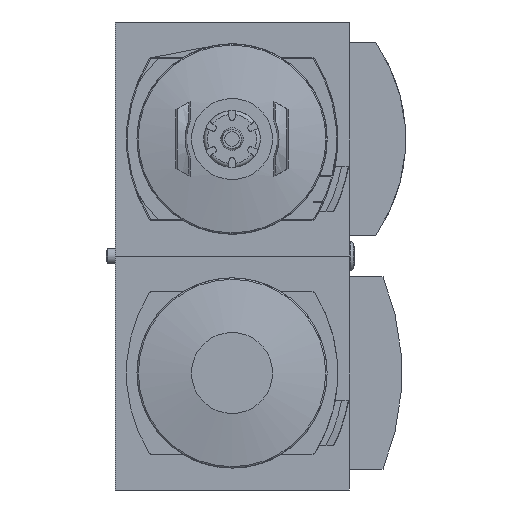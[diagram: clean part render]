
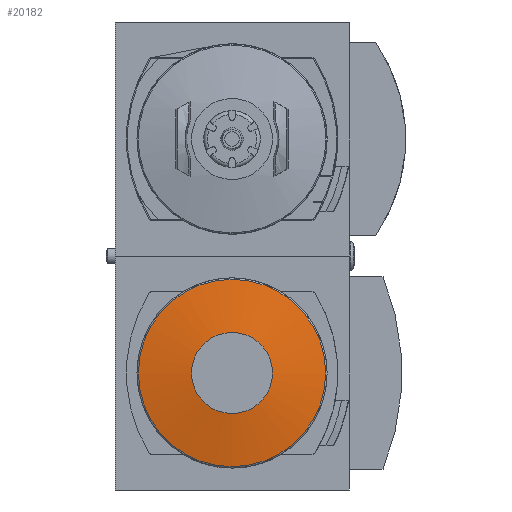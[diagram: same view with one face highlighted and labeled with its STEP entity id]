
A CAD part, front view. The second image highlights one B-rep face of the part: STEP entity #20182.
In plain terms, the highlighted spherical face has radius 108.76 mm.
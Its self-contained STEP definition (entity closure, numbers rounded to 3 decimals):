
#50=SPHERICAL_SURFACE('',#21415,108.76);
#3900=CIRCLE('',#21416,24.814);
#3901=CIRCLE('',#21417,10.724);
#7095=ORIENTED_EDGE('',*,*,#9979,.T.);
#7096=ORIENTED_EDGE('',*,*,#9980,.F.);
#9979=EDGE_CURVE('',#11655,#11655,#3900,.T.);
#9980=EDGE_CURVE('',#11656,#11656,#3901,.T.);
#11655=VERTEX_POINT('',#29592);
#11656=VERTEX_POINT('',#29594);
#12782=EDGE_LOOP('',(#7095));
#12783=EDGE_LOOP('',(#7096));
#13710=FACE_BOUND('',#12782,.T.);
#13711=FACE_BOUND('',#12783,.T.);
#20182=ADVANCED_FACE('',(#13710,#13711),#50,.T.);
#21415=AXIS2_PLACEMENT_3D('',#29590,#24896,#24897);
#21416=AXIS2_PLACEMENT_3D('',#29591,#24898,#24899);
#21417=AXIS2_PLACEMENT_3D('',#29593,#24900,#24901);
#24896=DIRECTION('',(0.,-1.,0.));
#24897=DIRECTION('',(1.,0.,0.));
#24898=DIRECTION('',(0.,-1.,0.));
#24899=DIRECTION('',(0.,0.,-1.));
#24900=DIRECTION('',(0.,-1.,0.));
#24901=DIRECTION('',(0.,0.,-1.));
#29590=CARTESIAN_POINT('',(0.,-47.77,0.));
#29591=CARTESIAN_POINT('',(0.,-153.661,0.));
#29592=CARTESIAN_POINT('',(0.,-153.661,-24.814));
#29593=CARTESIAN_POINT('',(0.,-156.,0.));
#29594=CARTESIAN_POINT('',(0.,-156.,-10.724));
